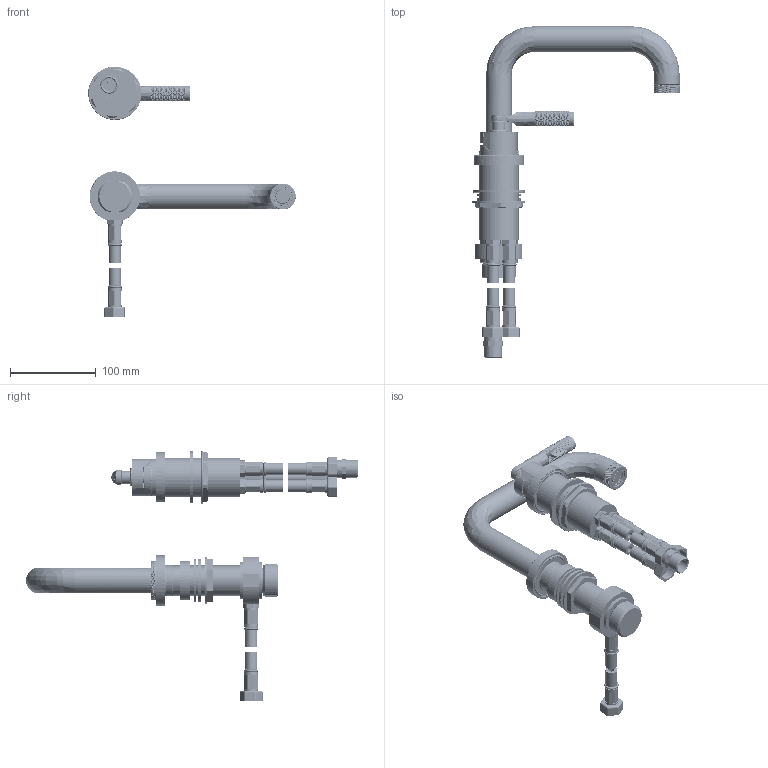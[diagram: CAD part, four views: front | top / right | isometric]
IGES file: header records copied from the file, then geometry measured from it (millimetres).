
Global section: file name: V7K38; native system: Autodesk Inventor 2018; preprocessor: unknown; author: rclarke; date: 20171016.124645; units: millimetre
Bounding box: 241.5 x 386.2 x 291.47 mm (x, y, z)
Volume: 564209.2 mm3; surface area: 297528.8 mm2
Topology: 53 solids, 58 shells, 14655 faces, 32211 edges, 17989 vertices
Faces by surface type: bspline 14655
